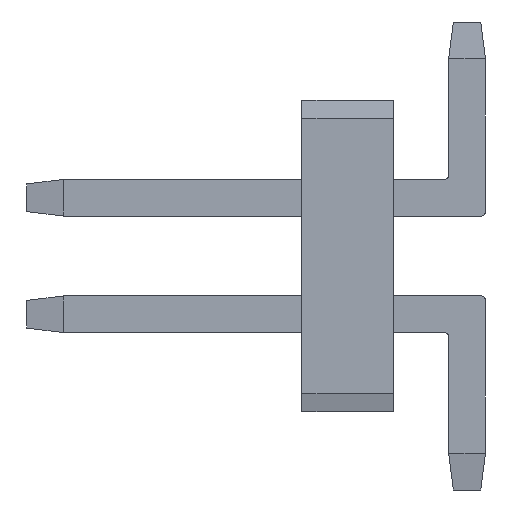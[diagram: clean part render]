
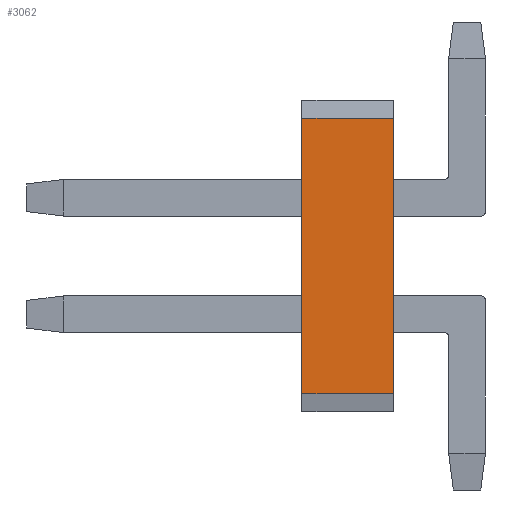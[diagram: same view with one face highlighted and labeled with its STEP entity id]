
A CAD part, left-side view. The second image highlights one B-rep face of the part: STEP entity #3062.
In plain terms, the highlighted planar face has unit normal (-1, 0, 0).
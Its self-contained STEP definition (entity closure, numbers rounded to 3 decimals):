
#55 = VERTEX_POINT ( 'NONE', #3647 ) ;
#346 = LINE ( 'NONE', #2988, #3265 ) ;
#703 = AXIS2_PLACEMENT_3D ( 'NONE', #1481, #3436, #1758 ) ;
#722 = ORIENTED_EDGE ( 'NONE', *, *, #2898, .T. ) ;
#736 = CARTESIAN_POINT ( 'NONE',  ( 157.911, 494.738, 0. ) ) ;
#976 = LINE ( 'NONE', #1284, #3035 ) ;
#1067 = VERTEX_POINT ( 'NONE', #3290 ) ;
#1105 = DIRECTION ( 'NONE',  ( 0., 0., 1. ) ) ;
#1146 = LINE ( 'NONE', #1952, #3301 ) ;
#1173 = ORIENTED_EDGE ( 'NONE', *, *, #3334, .F. ) ;
#1216 = EDGE_CURVE ( 'NONE', #1067, #2872, #1146, .T. ) ;
#1217 = VERTEX_POINT ( 'NONE', #1418 ) ;
#1284 = CARTESIAN_POINT ( 'NONE',  ( 157.911, 490.122, 0. ) ) ;
#1418 = CARTESIAN_POINT ( 'NONE',  ( 157.911, 491.738, 0. ) ) ;
#1481 = CARTESIAN_POINT ( 'NONE',  ( 157.911, 490.122, -10. ) ) ;
#1601 = LINE ( 'NONE', #1673, #2987 ) ;
#1673 = CARTESIAN_POINT ( 'NONE',  ( 157.911, 491.738, 0. ) ) ;
#1758 = DIRECTION ( 'NONE',  ( 0., 0., -1. ) ) ;
#1828 = FACE_OUTER_BOUND ( 'NONE', #2185, .T. ) ;
#1847 = DIRECTION ( 'NONE',  ( 0., 1., 0. ) ) ;
#1931 = DIRECTION ( 'NONE',  ( 0., -1., 0. ) ) ;
#1948 = DIRECTION ( 'NONE',  ( 0., 0., -1. ) ) ;
#1952 = CARTESIAN_POINT ( 'NONE',  ( 157.911, 494.738, 0. ) ) ;
#2020 = ORIENTED_EDGE ( 'NONE', *, *, #2759, .T. ) ;
#2185 = EDGE_LOOP ( 'NONE', ( #722, #1173, #2020, #3323 ) ) ;
#2295 = PLANE ( 'NONE',  #703 ) ;
#2759 = EDGE_CURVE ( 'NONE', #1217, #2872, #976, .T. ) ;
#2872 = VERTEX_POINT ( 'NONE', #736 ) ;
#2898 = EDGE_CURVE ( 'NONE', #1067, #55, #346, .T. ) ;
#2987 = VECTOR ( 'NONE', #1948, 1000. ) ;
#2988 = CARTESIAN_POINT ( 'NONE',  ( 157.911, 494.738, -1. ) ) ;
#3035 = VECTOR ( 'NONE', #1847, 1000. ) ;
#3062 = ADVANCED_FACE ( 'NONE', ( #1828 ), #2295, .F. ) ;
#3265 = VECTOR ( 'NONE', #1931, 1000. ) ;
#3290 = CARTESIAN_POINT ( 'NONE',  ( 157.911, 494.738, -1. ) ) ;
#3301 = VECTOR ( 'NONE', #1105, 1000. ) ;
#3323 = ORIENTED_EDGE ( 'NONE', *, *, #1216, .F. ) ;
#3334 = EDGE_CURVE ( 'NONE', #1217, #55, #1601, .T. ) ;
#3436 = DIRECTION ( 'NONE',  ( 1., 0., 0. ) ) ;
#3647 = CARTESIAN_POINT ( 'NONE',  ( 157.911, 491.738, -1. ) ) ;
